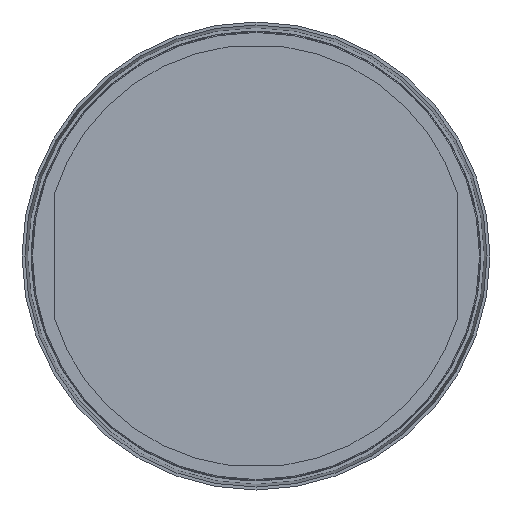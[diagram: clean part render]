
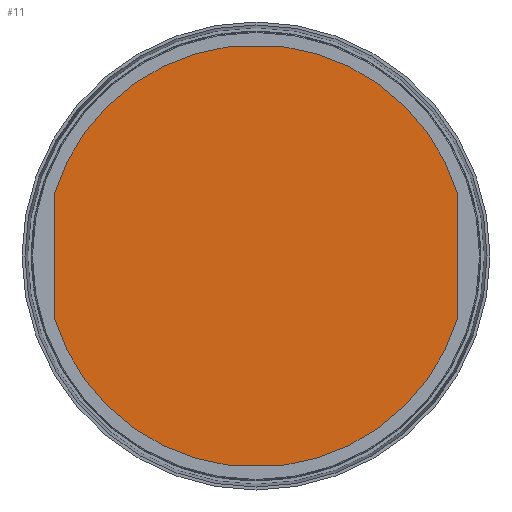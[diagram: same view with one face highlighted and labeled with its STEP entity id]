
A CAD part, front view. The second image highlights one B-rep face of the part: STEP entity #11.
In plain terms, the highlighted face is planar.
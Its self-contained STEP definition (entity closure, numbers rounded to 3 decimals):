
#11 = ADVANCED_FACE ( 'NONE', ( #328 ), #2316, .T. ) ;
#79 = CIRCLE ( 'NONE', #489, 140.895 ) ;
#95 = LINE ( 'NONE', #860, #2328 ) ;
#234 = EDGE_CURVE ( 'NONE', #3062, #1384, #1872, .T. ) ;
#248 = ORIENTED_EDGE ( 'NONE', *, *, #2091, .T. ) ;
#328 = FACE_OUTER_BOUND ( 'NONE', #1421, .T. ) ;
#407 = CARTESIAN_POINT ( 'NONE',  ( 0., 0., 0. ) ) ;
#434 = VERTEX_POINT ( 'NONE', #2049 ) ;
#489 = AXIS2_PLACEMENT_3D ( 'NONE', #407, #2619, #2345 ) ;
#511 = VECTOR ( 'NONE', #2488, 1000. ) ;
#525 = CARTESIAN_POINT ( 'NONE',  ( -134.75, 41.156, 0. ) ) ;
#641 = VERTEX_POINT ( 'NONE', #1852 ) ;
#682 = CARTESIAN_POINT ( 'NONE',  ( 0., 0., 0. ) ) ;
#700 = DIRECTION ( 'NONE',  ( 0., -1., 0. ) ) ;
#780 = AXIS2_PLACEMENT_3D ( 'NONE', #682, #3122, #3070 ) ;
#796 = CARTESIAN_POINT ( 'NONE',  ( 0., 0., 0. ) ) ;
#833 = EDGE_CURVE ( 'NONE', #2290, #3062, #2998, .T. ) ;
#860 = CARTESIAN_POINT ( 'NONE',  ( 134.75, 41.156, 0. ) ) ;
#874 = ORIENTED_EDGE ( 'NONE', *, *, #2461, .T. ) ;
#923 = CARTESIAN_POINT ( 'NONE',  ( 0., 0., 0. ) ) ;
#953 = DIRECTION ( 'NONE',  ( 1., 0., 0. ) ) ;
#972 = DIRECTION ( 'NONE',  ( 0., 0., 1. ) ) ;
#1017 = ORIENTED_EDGE ( 'NONE', *, *, #833, .T. ) ;
#1041 = VECTOR ( 'NONE', #1423, 1000. ) ;
#1049 = VERTEX_POINT ( 'NONE', #1619 ) ;
#1099 = DIRECTION ( 'NONE',  ( 0., 1., 0. ) ) ;
#1220 = VERTEX_POINT ( 'NONE', #1725 ) ;
#1384 = VERTEX_POINT ( 'NONE', #2597 ) ;
#1393 = CARTESIAN_POINT ( 'NONE',  ( -134.75, 41.156, 0. ) ) ;
#1405 = CIRCLE ( 'NONE', #1505, 140.895 ) ;
#1421 = EDGE_LOOP ( 'NONE', ( #1017, #1947, #2966, #2820, #2744, #248, #2424, #874 ) ) ;
#1423 = DIRECTION ( 'NONE',  ( 1., 0., 0. ) ) ;
#1485 = CARTESIAN_POINT ( 'NONE',  ( 0., 0., 0. ) ) ;
#1505 = AXIS2_PLACEMENT_3D ( 'NONE', #1485, #972, #953 ) ;
#1619 = CARTESIAN_POINT ( 'NONE',  ( 17.901, -139.754, 0. ) ) ;
#1628 = AXIS2_PLACEMENT_3D ( 'NONE', #796, #2542, #1822 ) ;
#1725 = CARTESIAN_POINT ( 'NONE',  ( 134.75, 41.156, 0. ) ) ;
#1730 = CARTESIAN_POINT ( 'NONE',  ( 17.901, 139.754, 0. ) ) ;
#1762 = EDGE_CURVE ( 'NONE', #1384, #3041, #1405, .T. ) ;
#1822 = DIRECTION ( 'NONE',  ( -1., 0., 0. ) ) ;
#1852 = CARTESIAN_POINT ( 'NONE',  ( 134.75, -41.156, 0. ) ) ;
#1872 = LINE ( 'NONE', #1393, #2040 ) ;
#1947 = ORIENTED_EDGE ( 'NONE', *, *, #234, .T. ) ;
#1993 = AXIS2_PLACEMENT_3D ( 'NONE', #923, #2383, #3139 ) ;
#2015 = CIRCLE ( 'NONE', #780, 140.895 ) ;
#2040 = VECTOR ( 'NONE', #700, 1000. ) ;
#2049 = CARTESIAN_POINT ( 'NONE',  ( 17.901, 139.754, 0. ) ) ;
#2091 = EDGE_CURVE ( 'NONE', #641, #1220, #95, .T. ) ;
#2290 = VERTEX_POINT ( 'NONE', #2476 ) ;
#2316 = PLANE ( 'NONE',  #1993 ) ;
#2328 = VECTOR ( 'NONE', #1099, 1000. ) ;
#2345 = DIRECTION ( 'NONE',  ( -1., 0., 0. ) ) ;
#2363 = LINE ( 'NONE', #2634, #1041 ) ;
#2383 = DIRECTION ( 'NONE',  ( 0., 0., 1. ) ) ;
#2417 = CARTESIAN_POINT ( 'NONE',  ( -17.901, -139.754, 0. ) ) ;
#2424 = ORIENTED_EDGE ( 'NONE', *, *, #2773, .T. ) ;
#2461 = EDGE_CURVE ( 'NONE', #434, #2290, #3153, .T. ) ;
#2476 = CARTESIAN_POINT ( 'NONE',  ( -17.901, 139.754, 0. ) ) ;
#2488 = DIRECTION ( 'NONE',  ( -1., 0., 0. ) ) ;
#2542 = DIRECTION ( 'NONE',  ( 0., 0., 1. ) ) ;
#2597 = CARTESIAN_POINT ( 'NONE',  ( -134.75, -41.156, 0. ) ) ;
#2619 = DIRECTION ( 'NONE',  ( 0., 0., 1. ) ) ;
#2634 = CARTESIAN_POINT ( 'NONE',  ( -17.901, -139.754, 0. ) ) ;
#2726 = EDGE_CURVE ( 'NONE', #1049, #641, #79, .T. ) ;
#2744 = ORIENTED_EDGE ( 'NONE', *, *, #2726, .T. ) ;
#2773 = EDGE_CURVE ( 'NONE', #1220, #434, #2015, .T. ) ;
#2796 = EDGE_CURVE ( 'NONE', #3041, #1049, #2363, .T. ) ;
#2820 = ORIENTED_EDGE ( 'NONE', *, *, #2796, .T. ) ;
#2966 = ORIENTED_EDGE ( 'NONE', *, *, #1762, .T. ) ;
#2998 = CIRCLE ( 'NONE', #1628, 140.895 ) ;
#3041 = VERTEX_POINT ( 'NONE', #2417 ) ;
#3062 = VERTEX_POINT ( 'NONE', #525 ) ;
#3070 = DIRECTION ( 'NONE',  ( -1., 0., 0. ) ) ;
#3122 = DIRECTION ( 'NONE',  ( 0., 0., 1. ) ) ;
#3139 = DIRECTION ( 'NONE',  ( -1., 0., 0. ) ) ;
#3153 = LINE ( 'NONE', #1730, #511 ) ;
